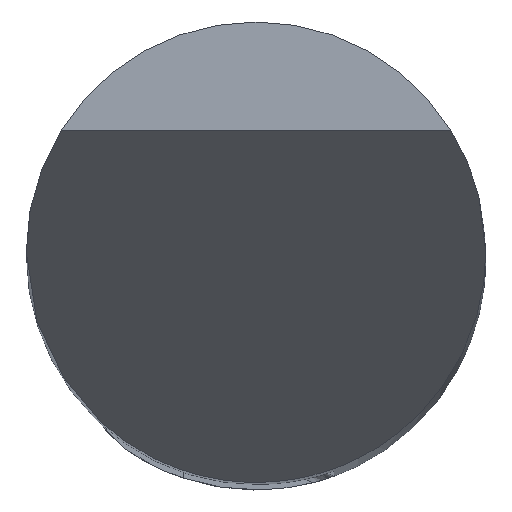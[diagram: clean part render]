
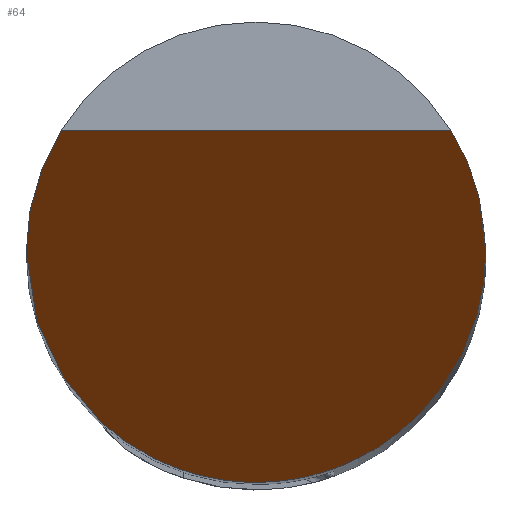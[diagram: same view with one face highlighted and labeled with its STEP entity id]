
A CAD part, top view. The second image highlights one B-rep face of the part: STEP entity #64.
In plain terms, the highlighted planar face has unit normal (0, -0.866, 0.5).
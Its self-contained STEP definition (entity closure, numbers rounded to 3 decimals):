
#45=PLANE('',#525);
#64=ADVANCED_FACE('',(#96),#45,.T.);
#96=FACE_OUTER_BOUND('',#122,.T.);
#122=EDGE_LOOP('',(#250,#251,#252,#253));
#146=(
BOUNDED_CURVE()
B_SPLINE_CURVE(3,(#685,#686,#687,#688),.UNSPECIFIED.,.F.,.F.)
B_SPLINE_CURVE_WITH_KNOTS((4,4),(0.,1.),.UNSPECIFIED.)
CURVE()
GEOMETRIC_REPRESENTATION_ITEM()
RATIONAL_B_SPLINE_CURVE((1.,0.974,0.974,1.))
REPRESENTATION_ITEM('')
);
#147=(
BOUNDED_CURVE()
B_SPLINE_CURVE(3,(#692,#693,#694,#695),.UNSPECIFIED.,.F.,.F.)
B_SPLINE_CURVE_WITH_KNOTS((4,4),(0.,1.),.UNSPECIFIED.)
CURVE()
GEOMETRIC_REPRESENTATION_ITEM()
RATIONAL_B_SPLINE_CURVE((1.,0.974,0.974,1.))
REPRESENTATION_ITEM('')
);
#150=(
BOUNDED_CURVE()
B_SPLINE_CURVE(3,(#738,#739,#740,#741),.UNSPECIFIED.,.F.,.F.)
B_SPLINE_CURVE_WITH_KNOTS((4,4),(0.,1.),.UNSPECIFIED.)
CURVE()
GEOMETRIC_REPRESENTATION_ITEM()
RATIONAL_B_SPLINE_CURVE((1.,0.333,0.333,1.))
REPRESENTATION_ITEM('')
);
#166=LINE('',#800,#199);
#199=VECTOR('',#571,1.);
#250=ORIENTED_EDGE('',*,*,#421,.T.);
#251=ORIENTED_EDGE('',*,*,#402,.T.);
#252=ORIENTED_EDGE('',*,*,#412,.T.);
#253=ORIENTED_EDGE('',*,*,#404,.T.);
#359=VERTEX_POINT('',#684);
#360=VERTEX_POINT('',#689);
#361=VERTEX_POINT('',#691);
#362=VERTEX_POINT('',#696);
#402=EDGE_CURVE('',#360,#359,#146,.T.);
#404=EDGE_CURVE('',#362,#361,#147,.T.);
#412=EDGE_CURVE('',#359,#362,#150,.T.);
#421=EDGE_CURVE('',#361,#360,#166,.T.);
#525=AXIS2_PLACEMENT_3D('',#801,#572,#573);
#571=DIRECTION('',(-1.,0.,0.));
#572=DIRECTION('',(0.,-0.866,0.5));
#573=DIRECTION('',(0.,-0.5,-0.866));
#684=CARTESIAN_POINT('',(-3.,0.,0.));
#685=CARTESIAN_POINT('',(-2.545,1.588,2.75));
#686=CARTESIAN_POINT('',(-2.844,1.108,1.92));
#687=CARTESIAN_POINT('',(-3.,0.565,0.979));
#688=CARTESIAN_POINT('',(-3.,0.,0.));
#689=CARTESIAN_POINT('',(-2.545,1.588,2.75));
#691=CARTESIAN_POINT('',(2.545,1.588,2.75));
#692=CARTESIAN_POINT('',(3.,0.,0.));
#693=CARTESIAN_POINT('',(3.,0.565,0.979));
#694=CARTESIAN_POINT('',(2.844,1.108,1.92));
#695=CARTESIAN_POINT('',(2.545,1.588,2.75));
#696=CARTESIAN_POINT('',(3.,0.,0.));
#738=CARTESIAN_POINT('',(-3.,0.,0.));
#739=CARTESIAN_POINT('',(-3.,-6.,-10.392));
#740=CARTESIAN_POINT('',(3.,-6.,-10.392));
#741=CARTESIAN_POINT('',(3.,0.,0.));
#800=CARTESIAN_POINT('',(-89.409,1.588,2.75));
#801=CARTESIAN_POINT('',(-89.409,4.054,7.021));
